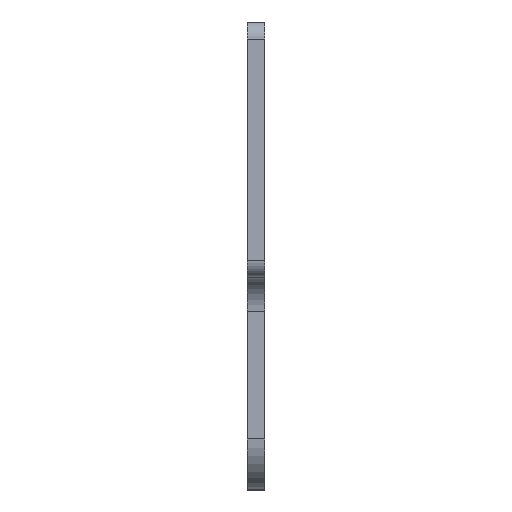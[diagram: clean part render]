
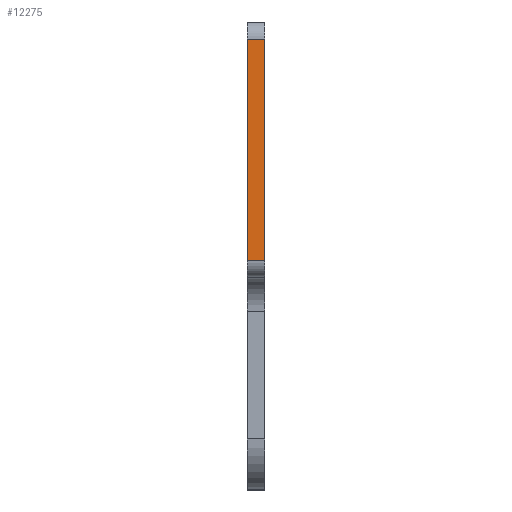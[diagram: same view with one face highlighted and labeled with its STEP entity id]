
A CAD part, left-side view. The second image highlights one B-rep face of the part: STEP entity #12275.
In plain terms, the highlighted planar face has unit normal (-1, 0, 0).
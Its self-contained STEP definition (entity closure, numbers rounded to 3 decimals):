
#83 = LINE ( 'NONE', #10591, #5875 ) ;
#250 = DIRECTION ( 'NONE',  ( 0., 0., 1. ) ) ;
#477 = ORIENTED_EDGE ( 'NONE', *, *, #13965, .F. ) ;
#688 = DIRECTION ( 'NONE',  ( 0., -1., 0. ) ) ;
#1538 = DIRECTION ( 'NONE',  ( 0., -1., 0. ) ) ;
#1989 = PLANE ( 'NONE',  #7158 ) ;
#2162 = EDGE_LOOP ( 'NONE', ( #3642, #14532, #477, #7571 ) ) ;
#2321 = VERTEX_POINT ( 'NONE', #6835 ) ;
#2603 = VECTOR ( 'NONE', #688, 1000. ) ;
#2858 = CARTESIAN_POINT ( 'NONE',  ( 0., 2.1, -2. ) ) ;
#2950 = CARTESIAN_POINT ( 'NONE',  ( 0., 0., -28. ) ) ;
#3642 = ORIENTED_EDGE ( 'NONE', *, *, #5069, .T. ) ;
#3737 = VECTOR ( 'NONE', #8381, 1000. ) ;
#3825 = CARTESIAN_POINT ( 'NONE',  ( 0., 2.1, -28. ) ) ;
#4027 = EDGE_CURVE ( 'NONE', #9590, #14150, #83, .T. ) ;
#4584 = VECTOR ( 'NONE', #250, 1000. ) ;
#4657 = CARTESIAN_POINT ( 'NONE',  ( 0., 0., -28. ) ) ;
#5050 = CARTESIAN_POINT ( 'NONE',  ( 0., 0., -2. ) ) ;
#5069 = EDGE_CURVE ( 'NONE', #14150, #9127, #9052, .T. ) ;
#5413 = CARTESIAN_POINT ( 'NONE',  ( 0., 2.1, -28. ) ) ;
#5463 = DIRECTION ( 'NONE',  ( 1., 0., 0. ) ) ;
#5875 = VECTOR ( 'NONE', #1538, 1000. ) ;
#6750 = LINE ( 'NONE', #2858, #2603 ) ;
#6835 = CARTESIAN_POINT ( 'NONE',  ( 0., 2.1, -2. ) ) ;
#7158 = AXIS2_PLACEMENT_3D ( 'NONE', #5413, #5463, #9904 ) ;
#7571 = ORIENTED_EDGE ( 'NONE', *, *, #4027, .T. ) ;
#8381 = DIRECTION ( 'NONE',  ( 0., 0., 1. ) ) ;
#8782 = FACE_OUTER_BOUND ( 'NONE', #2162, .T. ) ;
#9052 = LINE ( 'NONE', #4657, #4584 ) ;
#9127 = VERTEX_POINT ( 'NONE', #5050 ) ;
#9590 = VERTEX_POINT ( 'NONE', #3825 ) ;
#9904 = DIRECTION ( 'NONE',  ( 0., 0., -1. ) ) ;
#10591 = CARTESIAN_POINT ( 'NONE',  ( 0., 2.1, -28. ) ) ;
#11244 = LINE ( 'NONE', #13974, #3737 ) ;
#12275 = ADVANCED_FACE ( 'NONE', ( #8782 ), #1989, .F. ) ;
#13965 = EDGE_CURVE ( 'NONE', #9590, #2321, #11244, .T. ) ;
#13974 = CARTESIAN_POINT ( 'NONE',  ( 0., 2.1, -28. ) ) ;
#14150 = VERTEX_POINT ( 'NONE', #2950 ) ;
#14532 = ORIENTED_EDGE ( 'NONE', *, *, #14773, .F. ) ;
#14773 = EDGE_CURVE ( 'NONE', #2321, #9127, #6750, .T. ) ;
